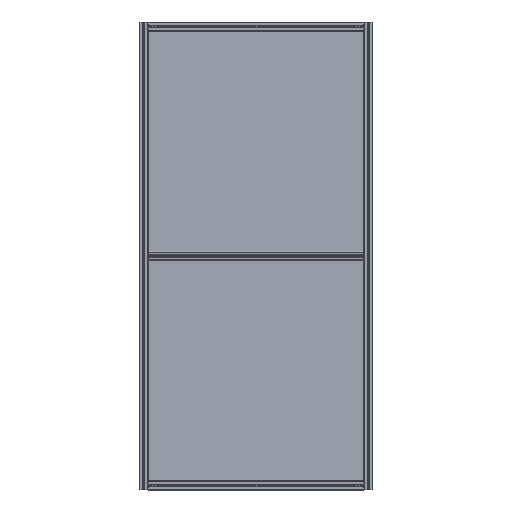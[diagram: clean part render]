
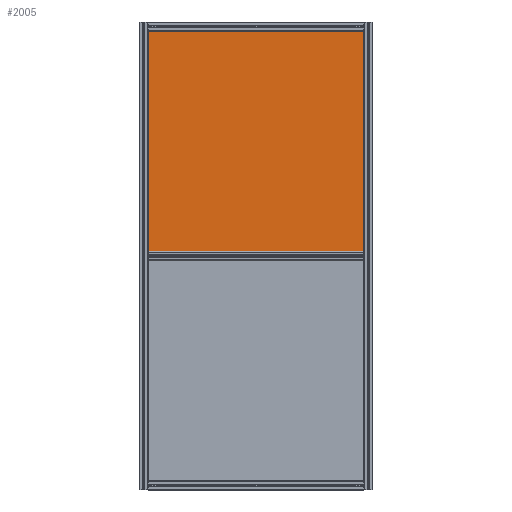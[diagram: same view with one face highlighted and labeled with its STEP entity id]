
A CAD part, front view. The second image highlights one B-rep face of the part: STEP entity #2005.
In plain terms, the highlighted face is planar.
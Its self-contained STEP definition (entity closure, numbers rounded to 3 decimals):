
#2005=ADVANCED_FACE('',(#2555),#2556,.T.);
#2555=FACE_OUTER_BOUND('',#3251,.T.);
#2556=PLANE('',#3252);
#3251=EDGE_LOOP('',(#5007,#5008,#5009,#5010));
#3252=AXIS2_PLACEMENT_3D('',#5011,#5012,#5013);
#5007=ORIENTED_EDGE('',*,*,#6815,.F.);
#5008=ORIENTED_EDGE('',*,*,#6817,.F.);
#5009=ORIENTED_EDGE('',*,*,#6811,.F.);
#5010=ORIENTED_EDGE('',*,*,#6808,.F.);
#5011=CARTESIAN_POINT('',(0.0,0.0,4.0));
#5012=DIRECTION('',(0.0,0.0,1.0));
#5013=DIRECTION('',(1.0,0.0,0.0));
#6808=EDGE_CURVE('',#8022,#8024,#8025,.T.);
#6811=EDGE_CURVE('',#8024,#8029,#8030,.T.);
#6815=EDGE_CURVE('',#8035,#8022,#8037,.T.);
#6817=EDGE_CURVE('',#8029,#8035,#8039,.T.);
#8022=VERTEX_POINT('',#10796);
#8024=VERTEX_POINT('',#10799);
#8025=LINE('',#10800,#10801);
#8029=VERTEX_POINT('',#10807);
#8030=LINE('',#10808,#10809);
#8035=VERTEX_POINT('',#10816);
#8037=LINE('',#10819,#10820);
#8039=LINE('',#10823,#10824);
#10796=CARTESIAN_POINT('',(-480.0,-470.0,4.0));
#10799=CARTESIAN_POINT('',(-480.0,470.0,4.0));
#10800=CARTESIAN_POINT('',(-480.0,0.0,4.0));
#10801=VECTOR('',#12509,1.0);
#10807=CARTESIAN_POINT('',(480.0,470.0,4.0));
#10808=CARTESIAN_POINT('',(0.0,470.0,4.0));
#10809=VECTOR('',#12512,1.0);
#10816=CARTESIAN_POINT('',(480.0,-470.0,4.0));
#10819=CARTESIAN_POINT('',(0.0,-470.0,4.0));
#10820=VECTOR('',#12516,1.0);
#10823=CARTESIAN_POINT('',(480.0,0.0,4.0));
#10824=VECTOR('',#12518,1.0);
#12509=DIRECTION('',(0.0,1.0,0.0));
#12512=DIRECTION('',(1.0,0.0,0.0));
#12516=DIRECTION('',(-1.0,0.0,0.0));
#12518=DIRECTION('',(0.0,-1.0,0.0));
